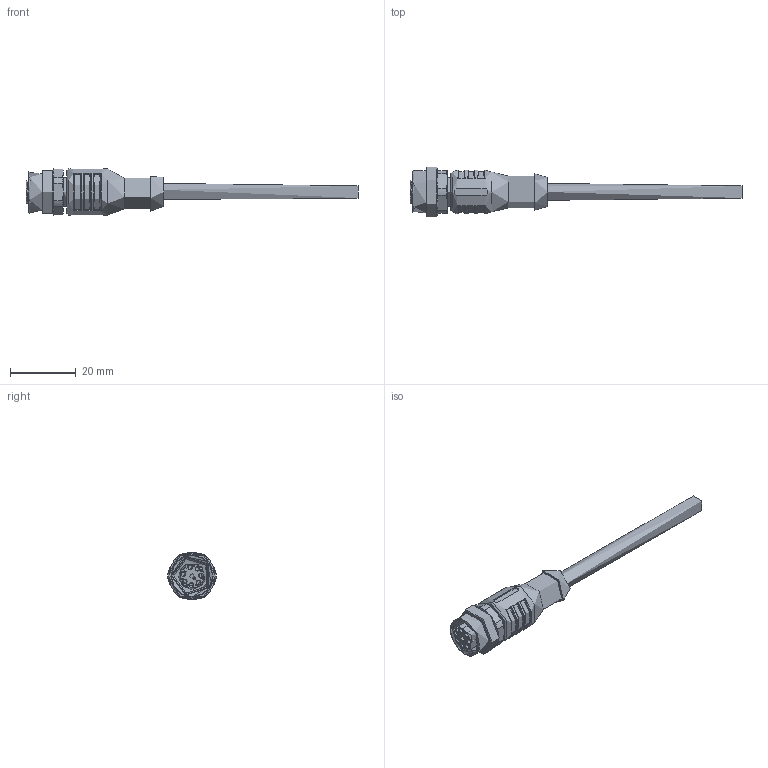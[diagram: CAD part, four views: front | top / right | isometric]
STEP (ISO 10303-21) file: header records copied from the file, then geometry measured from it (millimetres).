
FILE_DESCRIPTION(/* description */ (''),/* implementation_level */ '2;1');
FILE_NAME(/* name */ 'ipf_z3d_VKA00A25.stp',/* time_stamp */ '2019-05-29T09:50:01+02:00',/* author */ ('g.aydin'),/* organization */ (''),/* preprocessor_version */ 'ST-DEVELOPER v15.2',/* originating_system */ 'Autodesk Inventor 2014',/* authorisation */ '');
FILE_SCHEMA (('CONFIG_CONTROL_DESIGN'));
Length unit declared in the file: millimetre
Products named in the file (1): ipf_z3d_VKA00A25
Bounding box: 101 x 15 x 14.31 mm (x, y, z)
Volume: 5962 mm3; surface area: 3707.5 mm2
Topology: 1 solids, 1 shells, 292 faces, 704 edges, 448 vertices
Faces by surface type: plane 101, bspline 92, cylinder 51, torus 28, cone 20
Full cylindrical faces by diameter (mm): 0.9 x8, 5.2 x1, 8.7 x1, 10.2 x1, 10.95 x1, 12.3 x1, 12.8 x1, 14 x1, 15 x1
Entity records: 10310 total; most frequent: CARTESIAN_POINT 4130, ORIENTED_EDGE 1316, DIRECTION 1113, EDGE_CURVE 658, VERTEX_POINT 437, AXIS2_PLACEMENT_3D 424, EDGE_LOOP 363, ADVANCED_FACE 292
